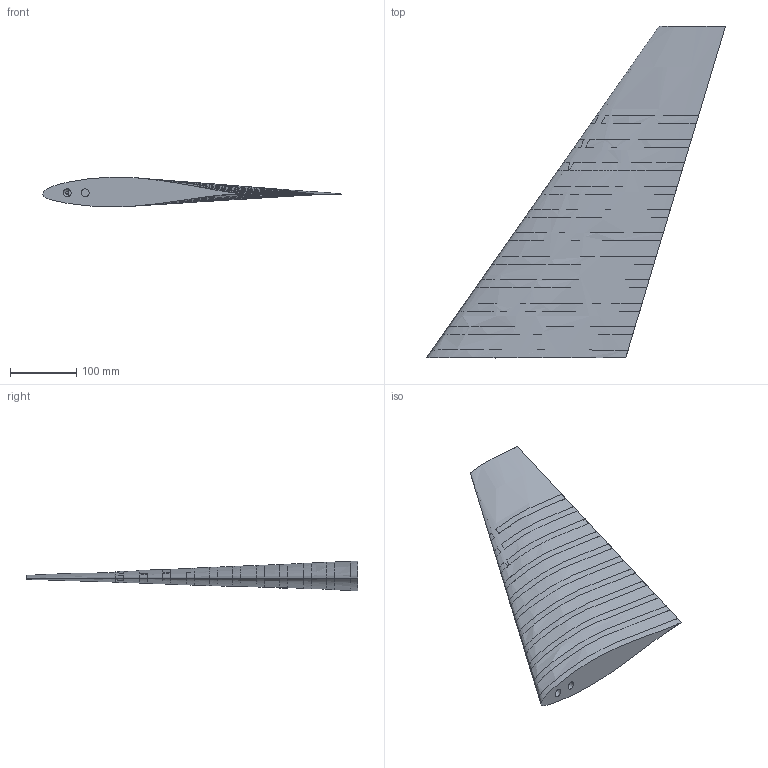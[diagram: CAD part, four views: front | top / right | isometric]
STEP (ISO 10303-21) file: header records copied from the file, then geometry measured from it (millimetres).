
FILE_DESCRIPTION(/* description */ ('STEP AP242','CAx-IF Rec.Pracs.---Representation and Presentation of Product Manufacturing Information (PMI)---4.0---2014-10-13','CAx-IF Rec.Pracs.---3D Tessellated Geometry---0.4---2014-09-14','2;1'),/* implementation_level */ '2;1');
FILE_NAME(/* name */ '665b668f159a0d4c660fd41c',/* time_stamp */ '2024-06-01T18:21:04Z',/* author */ (''),/* organization */ (''),/* preprocessor_version */ 'ST-DEVELOPER v20',/* originating_system */ ' ',/* authorisation */ ' ');
FILE_SCHEMA (('AP242_MANAGED_MODEL_BASED_3D_ENGINEERING_MIM_LF { 1 0 10303 442 1 1 4 }'));
Length unit declared in the file: metre
Products named in the file (32): Part 12; Part 11; Part 10; Part 9; Part 8; Part 7; Part 6; Part 5; Part 4; Part 3; Part 2; Part 1; Curve 20; Curve 19; Curve 18; Curve 17; Curve 16; Curve 15; Curve 14; Curve 13; Curve 12; Curve 11; Curve 10; Curve 9; Curve 8; Curve 7; Curve 6; Curve 5; Curve 4; Curve 3; Curve 2; Curve 1
Bounding box: 450.1 x 500 x 44.83 mm (x, y, z)
Volume: 2286294.9 mm3; surface area: 383174.5 mm2
Topology: 12 solids, 12 shells, 80 faces, 240 edges, 205 vertices
Faces by surface type: bspline 50, plane 27, cylinder 3
Full cylindrical faces by diameter (mm): 12 x2
Entity records: 11233 total; most frequent: CARTESIAN_POINT 8623, ORIENTED_EDGE 392, DIRECTION 221, EDGE_CURVE 196, VERTEX_POINT 163, B_SPLINE_CURVE_WITH_KNOTS 146, EDGE_LOOP 143, FACE_BOUND 143
